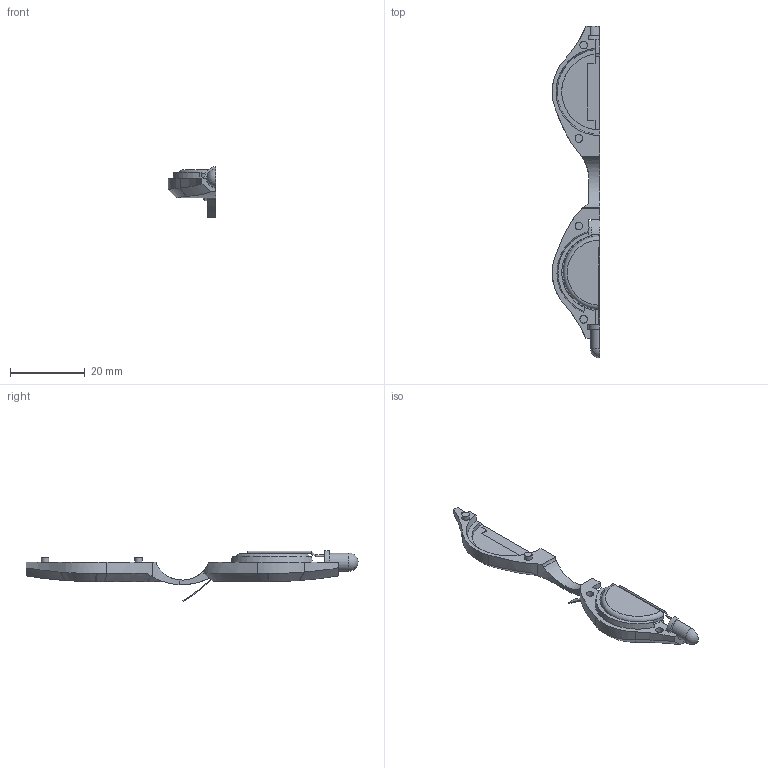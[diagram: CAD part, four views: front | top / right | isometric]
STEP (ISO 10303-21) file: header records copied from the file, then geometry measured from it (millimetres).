
FILE_DESCRIPTION(/* description */ (''),/* implementation_level */ '2;1');
FILE_NAME(/* name */ 'v light v2 cut.step',/* time_stamp */ '2025-08-14T22:32:14-04:00',/* author */ (''),/* organization */ (''),/* preprocessor_version */ 'ST-DEVELOPER v20.1',/* originating_system */ 'Autodesk Translation Framework v14.10.0.0',/* authorisation */ '');
FILE_SCHEMA (('AUTOMOTIVE_DESIGN { 1 0 10303 214 3 1 1 }'));
Length unit declared in the file: inch
Products named in the file (6): v light; case; led; paper; battery; Component7
Assembly tree (5 placements, depth 3):
  v light
    case
    led
    paper
    battery
      Component7
Bounding box: 12.7 x 88.6 x 13.52 mm (x, y, z)
Volume: 2689.3 mm3; surface area: 3438.7 mm2
Topology: 5 solids, 5 shells, 124 faces, 324 edges, 213 vertices
Faces by surface type: plane 68, cylinder 35, bspline 14, cone 4, torus 2, sphere 1
Full cylindrical faces by diameter (mm): 2.032 x4
Entity records: 4371 total; most frequent: CARTESIAN_POINT 1186, ORIENTED_EDGE 646, DIRECTION 608, EDGE_CURVE 323, VERTEX_POINT 213, AXIS2_PLACEMENT_3D 206, LINE 196, VECTOR 196
